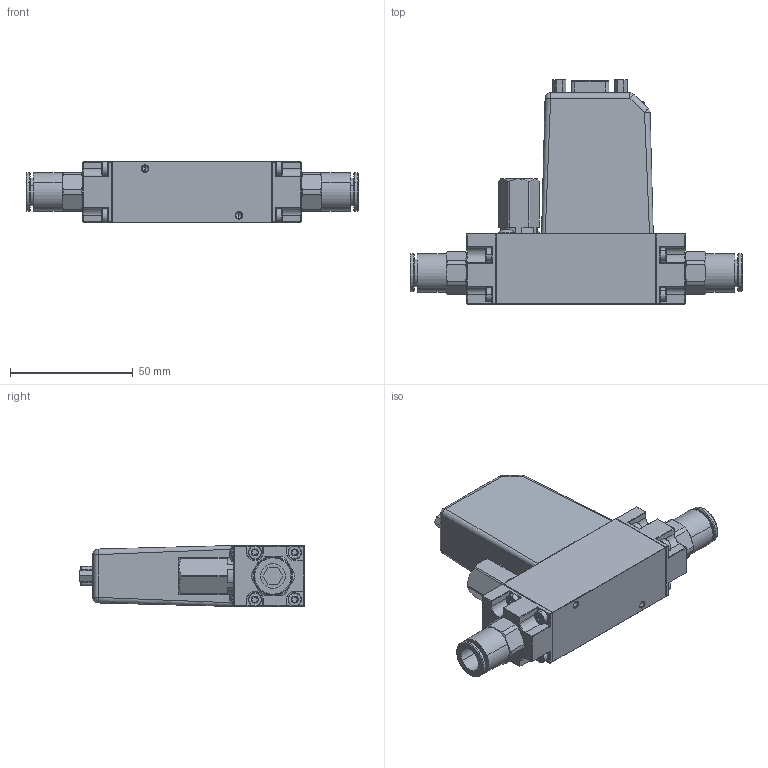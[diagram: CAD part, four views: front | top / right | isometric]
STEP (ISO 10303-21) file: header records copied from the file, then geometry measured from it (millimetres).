
FILE_DESCRIPTION (( 'STEP AP214' ), '1' );
FILE_NAME ('151485-_Datenblatt SFC5500-200slm.step', '2021-03-29T14:59:09', ( '' ), ( '' ), 'SwSTEP 2.0', 'SolidWorks 2019', '' );
FILE_SCHEMA (( 'AUTOMOTIVE_DESIGN' ));
Length unit declared in the file: millimetre
Products named in the file (5): 129048; leg_3101_10_13_Einschraubverschraubung; 151485-_Datenblatt SFC5500-200slm; 149863_00; 05_Zylinderschraube mit Innensechsrund ISO 14580_M03x08
Assembly tree (13 placements, depth 2):
  151485-_Datenblatt SFC5500-200slm
    129048
    149863_00  x2
    leg_3101_10_13_Einschraubverschraubung  x2
    05_Zylinderschraube mit Innensechsrund ISO 14580_M03x08  x8
Bounding box: 135 x 91.2 x 24.8 mm (x, y, z)
Volume: 124787.9 mm3; surface area: 31874 mm2
Topology: 13 solids, 15 shells, 1479 faces, 3754 edges, 2339 vertices
Faces by surface type: plane 862, cylinder 334, cone 218, torus 41, bspline 20, sphere 4
Entity records: 42857 total; most frequent: CARTESIAN_POINT 6891, ORIENTED_EDGE 5596, DIRECTION 5339, EDGE_CURVE 2798, LINE 2203, VECTOR 2203, VERTEX_POINT 1775, AXIS2_PLACEMENT_3D 1568
